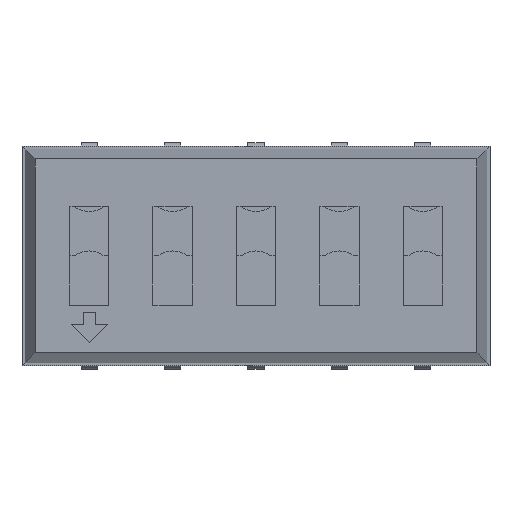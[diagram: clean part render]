
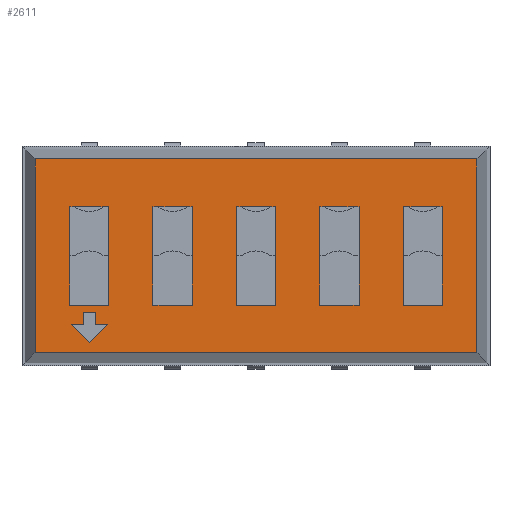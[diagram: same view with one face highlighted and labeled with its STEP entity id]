
A CAD part, top view. The second image highlights one B-rep face of the part: STEP entity #2611.
In plain terms, the highlighted planar face has unit normal (0, 0, 1).
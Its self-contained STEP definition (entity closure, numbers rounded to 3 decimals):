
#27=VECTOR('',#28,1.);
#28=DIRECTION('',(0.,1.,0.));
#51=VECTOR('',#52,1.);
#52=DIRECTION('',(-1.,0.,0.));
#60=VECTOR('',#61,1.);
#61=DIRECTION('',(1.,0.,0.));
#173=VECTOR('',#174,1.);
#174=DIRECTION('',(0.,-1.,0.));
#284=DIRECTION('',(0.,0.,-1.));
#2561=VERTEX_POINT('',#2562);
#2562=CARTESIAN_POINT('',(6.732,2.952,3.1));
#2564=ORIENTED_EDGE('',*,*,#2565,.F.);
#2565=EDGE_CURVE('',#2566,#2561,#2568,.T.);
#2566=VERTEX_POINT('',#2567);
#2567=CARTESIAN_POINT('',(6.732,-2.952,3.1));
#2568=LINE('',#2567,#27);
#2603=VERTEX_POINT('',#2604);
#2604=CARTESIAN_POINT('',(-6.732,2.952,3.1));
#2606=ORIENTED_EDGE('',*,*,#2607,.F.);
#2607=EDGE_CURVE('',#2561,#2603,#2608,.T.);
#2608=LINE('',#2562,#51);
#2611=ADVANCED_FACE('',(#2612,#2622,#2660,#2705,#2743,#2781,#2819),#2857,.F.);
#2612=FACE_BOUND('',#2613,.F.);
#2613=EDGE_LOOP('',(#2606,#2564,#2614,#2619));
#2614=ORIENTED_EDGE('',*,*,#2615,.F.);
#2615=EDGE_CURVE('',#2616,#2566,#2618,.T.);
#2616=VERTEX_POINT('',#2617);
#2617=CARTESIAN_POINT('',(-6.732,-2.952,3.1));
#2618=LINE('',#2617,#60);
#2619=ORIENTED_EDGE('',*,*,#2620,.F.);
#2620=EDGE_CURVE('',#2603,#2616,#2621,.T.);
#2621=LINE('',#2604,#173);
#2622=FACE_BOUND('',#2623,.F.);
#2623=EDGE_LOOP('',(#2624,#2631,#2635,#2639,#2644,#2648,#2653,#2658));
#2624=ORIENTED_EDGE('',*,*,#2625,.T.);
#2625=EDGE_CURVE('',#2626,#2628,#2630,.T.);
#2626=VERTEX_POINT('',#2627);
#2627=CARTESIAN_POINT('',(-4.48,1.5,3.1));
#2628=VERTEX_POINT('',#2629);
#2629=CARTESIAN_POINT('',(-4.63,1.5,3.1));
#2630=LINE('',#2627,#51);
#2631=ORIENTED_EDGE('',*,*,#2632,.T.);
#2632=EDGE_CURVE('',#2628,#2633,#2630,.T.);
#2633=VERTEX_POINT('',#2634);
#2634=CARTESIAN_POINT('',(-5.53,1.5,3.1));
#2635=ORIENTED_EDGE('',*,*,#2636,.T.);
#2636=EDGE_CURVE('',#2633,#2637,#2630,.T.);
#2637=VERTEX_POINT('',#2638);
#2638=CARTESIAN_POINT('',(-5.68,1.5,3.1));
#2639=ORIENTED_EDGE('',*,*,#2640,.T.);
#2640=EDGE_CURVE('',#2637,#2641,#2643,.T.);
#2641=VERTEX_POINT('',#2642);
#2642=CARTESIAN_POINT('',(-5.68,0.,3.1));
#2643=LINE('',#2638,#173);
#2644=ORIENTED_EDGE('',*,*,#2645,.T.);
#2645=EDGE_CURVE('',#2641,#2646,#2643,.T.);
#2646=VERTEX_POINT('',#2647);
#2647=CARTESIAN_POINT('',(-5.68,-1.5,3.1));
#2648=ORIENTED_EDGE('',*,*,#2649,.T.);
#2649=EDGE_CURVE('',#2646,#2650,#2652,.T.);
#2650=VERTEX_POINT('',#2651);
#2651=CARTESIAN_POINT('',(-4.48,-1.5,3.1));
#2652=LINE('',#2647,#60);
#2653=ORIENTED_EDGE('',*,*,#2654,.T.);
#2654=EDGE_CURVE('',#2650,#2655,#2657,.T.);
#2655=VERTEX_POINT('',#2656);
#2656=CARTESIAN_POINT('',(-4.48,0.,3.1));
#2657=LINE('',#2651,#27);
#2658=ORIENTED_EDGE('',*,*,#2659,.T.);
#2659=EDGE_CURVE('',#2655,#2626,#2657,.T.);
#2660=FACE_BOUND('',#2661,.F.);
#2661=EDGE_LOOP('',(#2662,#2671,#2676,#2683,#2690,#2695,#2702));
#2662=ORIENTED_EDGE('',*,*,#2663,.T.);
#2663=EDGE_CURVE('',#2664,#2666,#2668,.T.);
#2664=VERTEX_POINT('',#2665);
#2665=CARTESIAN_POINT('',(-5.263,-1.736,3.1));
#2666=VERTEX_POINT('',#2667);
#2667=CARTESIAN_POINT('',(-5.263,-2.102,3.1));
#2668=LINE('',#2665,#2669);
#2669=VECTOR('',#2670,1.);
#2670=DIRECTION('',(0.,-1.,0.));
#2671=ORIENTED_EDGE('',*,*,#2672,.T.);
#2672=EDGE_CURVE('',#2666,#2673,#2675,.T.);
#2673=VERTEX_POINT('',#2674);
#2674=CARTESIAN_POINT('',(-5.63,-2.102,3.1));
#2675=LINE('',#2667,#51);
#2676=ORIENTED_EDGE('',*,*,#2677,.T.);
#2677=EDGE_CURVE('',#2673,#2678,#2680,.T.);
#2678=VERTEX_POINT('',#2679);
#2679=CARTESIAN_POINT('',(-5.08,-2.652,3.1));
#2680=LINE('',#2674,#2681);
#2681=VECTOR('',#2682,1.);
#2682=DIRECTION('',(0.707,-0.707,0.));
#2683=ORIENTED_EDGE('',*,*,#2684,.T.);
#2684=EDGE_CURVE('',#2678,#2685,#2687,.T.);
#2685=VERTEX_POINT('',#2686);
#2686=CARTESIAN_POINT('',(-4.53,-2.102,3.1));
#2687=LINE('',#2679,#2688);
#2688=VECTOR('',#2689,1.);
#2689=DIRECTION('',(0.707,0.707,0.));
#2690=ORIENTED_EDGE('',*,*,#2691,.T.);
#2691=EDGE_CURVE('',#2685,#2692,#2694,.T.);
#2692=VERTEX_POINT('',#2693);
#2693=CARTESIAN_POINT('',(-4.897,-2.102,3.1));
#2694=LINE('',#2686,#51);
#2695=ORIENTED_EDGE('',*,*,#2696,.T.);
#2696=EDGE_CURVE('',#2692,#2697,#2699,.T.);
#2697=VERTEX_POINT('',#2698);
#2698=CARTESIAN_POINT('',(-4.897,-1.736,3.1));
#2699=LINE('',#2693,#2700);
#2700=VECTOR('',#2701,1.);
#2701=DIRECTION('',(0.,1.,0.));
#2702=ORIENTED_EDGE('',*,*,#2703,.T.);
#2703=EDGE_CURVE('',#2697,#2664,#2704,.T.);
#2704=LINE('',#2698,#51);
#2705=FACE_BOUND('',#2706,.F.);
#2706=EDGE_LOOP('',(#2707,#2714,#2718,#2722,#2727,#2731,#2736,#2741));
#2707=ORIENTED_EDGE('',*,*,#2708,.T.);
#2708=EDGE_CURVE('',#2709,#2711,#2713,.T.);
#2709=VERTEX_POINT('',#2710);
#2710=CARTESIAN_POINT('',(-1.94,1.5,3.1));
#2711=VERTEX_POINT('',#2712);
#2712=CARTESIAN_POINT('',(-2.09,1.5,3.1));
#2713=LINE('',#2710,#51);
#2714=ORIENTED_EDGE('',*,*,#2715,.T.);
#2715=EDGE_CURVE('',#2711,#2716,#2713,.T.);
#2716=VERTEX_POINT('',#2717);
#2717=CARTESIAN_POINT('',(-2.99,1.5,3.1));
#2718=ORIENTED_EDGE('',*,*,#2719,.T.);
#2719=EDGE_CURVE('',#2716,#2720,#2713,.T.);
#2720=VERTEX_POINT('',#2721);
#2721=CARTESIAN_POINT('',(-3.14,1.5,3.1));
#2722=ORIENTED_EDGE('',*,*,#2723,.T.);
#2723=EDGE_CURVE('',#2720,#2724,#2726,.T.);
#2724=VERTEX_POINT('',#2725);
#2725=CARTESIAN_POINT('',(-3.14,0.,3.1));
#2726=LINE('',#2721,#173);
#2727=ORIENTED_EDGE('',*,*,#2728,.T.);
#2728=EDGE_CURVE('',#2724,#2729,#2726,.T.);
#2729=VERTEX_POINT('',#2730);
#2730=CARTESIAN_POINT('',(-3.14,-1.5,3.1));
#2731=ORIENTED_EDGE('',*,*,#2732,.T.);
#2732=EDGE_CURVE('',#2729,#2733,#2735,.T.);
#2733=VERTEX_POINT('',#2734);
#2734=CARTESIAN_POINT('',(-1.94,-1.5,3.1));
#2735=LINE('',#2730,#60);
#2736=ORIENTED_EDGE('',*,*,#2737,.T.);
#2737=EDGE_CURVE('',#2733,#2738,#2740,.T.);
#2738=VERTEX_POINT('',#2739);
#2739=CARTESIAN_POINT('',(-1.94,0.,3.1));
#2740=LINE('',#2734,#27);
#2741=ORIENTED_EDGE('',*,*,#2742,.T.);
#2742=EDGE_CURVE('',#2738,#2709,#2740,.T.);
#2743=FACE_BOUND('',#2744,.F.);
#2744=EDGE_LOOP('',(#2745,#2752,#2756,#2761,#2765,#2769,#2774,#2778));
#2745=ORIENTED_EDGE('',*,*,#2746,.T.);
#2746=EDGE_CURVE('',#2747,#2749,#2751,.T.);
#2747=VERTEX_POINT('',#2748);
#2748=CARTESIAN_POINT('',(5.68,-1.5,3.1));
#2749=VERTEX_POINT('',#2750);
#2750=CARTESIAN_POINT('',(5.68,0.,3.1));
#2751=LINE('',#2748,#27);
#2752=ORIENTED_EDGE('',*,*,#2753,.T.);
#2753=EDGE_CURVE('',#2749,#2754,#2751,.T.);
#2754=VERTEX_POINT('',#2755);
#2755=CARTESIAN_POINT('',(5.68,1.5,3.1));
#2756=ORIENTED_EDGE('',*,*,#2757,.T.);
#2757=EDGE_CURVE('',#2754,#2758,#2760,.T.);
#2758=VERTEX_POINT('',#2759);
#2759=CARTESIAN_POINT('',(5.53,1.5,3.1));
#2760=LINE('',#2755,#51);
#2761=ORIENTED_EDGE('',*,*,#2762,.T.);
#2762=EDGE_CURVE('',#2758,#2763,#2760,.T.);
#2763=VERTEX_POINT('',#2764);
#2764=CARTESIAN_POINT('',(4.63,1.5,3.1));
#2765=ORIENTED_EDGE('',*,*,#2766,.T.);
#2766=EDGE_CURVE('',#2763,#2767,#2760,.T.);
#2767=VERTEX_POINT('',#2768);
#2768=CARTESIAN_POINT('',(4.48,1.5,3.1));
#2769=ORIENTED_EDGE('',*,*,#2770,.T.);
#2770=EDGE_CURVE('',#2767,#2771,#2773,.T.);
#2771=VERTEX_POINT('',#2772);
#2772=CARTESIAN_POINT('',(4.48,0.,3.1));
#2773=LINE('',#2768,#173);
#2774=ORIENTED_EDGE('',*,*,#2775,.T.);
#2775=EDGE_CURVE('',#2771,#2776,#2773,.T.);
#2776=VERTEX_POINT('',#2777);
#2777=CARTESIAN_POINT('',(4.48,-1.5,3.1));
#2778=ORIENTED_EDGE('',*,*,#2779,.T.);
#2779=EDGE_CURVE('',#2776,#2747,#2780,.T.);
#2780=LINE('',#2777,#60);
#2781=FACE_BOUND('',#2782,.F.);
#2782=EDGE_LOOP('',(#2783,#2790,#2795,#2799,#2804,#2808,#2812,#2817));
#2783=ORIENTED_EDGE('',*,*,#2784,.T.);
#2784=EDGE_CURVE('',#2785,#2787,#2789,.T.);
#2785=VERTEX_POINT('',#2786);
#2786=CARTESIAN_POINT('',(1.94,-1.5,3.1));
#2787=VERTEX_POINT('',#2788);
#2788=CARTESIAN_POINT('',(3.14,-1.5,3.1));
#2789=LINE('',#2786,#60);
#2790=ORIENTED_EDGE('',*,*,#2791,.T.);
#2791=EDGE_CURVE('',#2787,#2792,#2794,.T.);
#2792=VERTEX_POINT('',#2793);
#2793=CARTESIAN_POINT('',(3.14,0.,3.1));
#2794=LINE('',#2788,#27);
#2795=ORIENTED_EDGE('',*,*,#2796,.T.);
#2796=EDGE_CURVE('',#2792,#2797,#2794,.T.);
#2797=VERTEX_POINT('',#2798);
#2798=CARTESIAN_POINT('',(3.14,1.5,3.1));
#2799=ORIENTED_EDGE('',*,*,#2800,.T.);
#2800=EDGE_CURVE('',#2797,#2801,#2803,.T.);
#2801=VERTEX_POINT('',#2802);
#2802=CARTESIAN_POINT('',(2.99,1.5,3.1));
#2803=LINE('',#2798,#51);
#2804=ORIENTED_EDGE('',*,*,#2805,.T.);
#2805=EDGE_CURVE('',#2801,#2806,#2803,.T.);
#2806=VERTEX_POINT('',#2807);
#2807=CARTESIAN_POINT('',(2.09,1.5,3.1));
#2808=ORIENTED_EDGE('',*,*,#2809,.T.);
#2809=EDGE_CURVE('',#2806,#2810,#2803,.T.);
#2810=VERTEX_POINT('',#2811);
#2811=CARTESIAN_POINT('',(1.94,1.5,3.1));
#2812=ORIENTED_EDGE('',*,*,#2813,.T.);
#2813=EDGE_CURVE('',#2810,#2814,#2816,.T.);
#2814=VERTEX_POINT('',#2815);
#2815=CARTESIAN_POINT('',(1.94,0.,3.1));
#2816=LINE('',#2811,#173);
#2817=ORIENTED_EDGE('',*,*,#2818,.T.);
#2818=EDGE_CURVE('',#2814,#2785,#2816,.T.);
#2819=FACE_BOUND('',#2820,.F.);
#2820=EDGE_LOOP('',(#2821,#2828,#2833,#2837,#2842,#2846,#2850,#2855));
#2821=ORIENTED_EDGE('',*,*,#2822,.T.);
#2822=EDGE_CURVE('',#2823,#2825,#2827,.T.);
#2823=VERTEX_POINT('',#2824);
#2824=CARTESIAN_POINT('',(-0.6,-1.5,3.1));
#2825=VERTEX_POINT('',#2826);
#2826=CARTESIAN_POINT('',(0.6,-1.5,3.1));
#2827=LINE('',#2824,#60);
#2828=ORIENTED_EDGE('',*,*,#2829,.T.);
#2829=EDGE_CURVE('',#2825,#2830,#2832,.T.);
#2830=VERTEX_POINT('',#2831);
#2831=CARTESIAN_POINT('',(0.6,0.,3.1));
#2832=LINE('',#2826,#27);
#2833=ORIENTED_EDGE('',*,*,#2834,.T.);
#2834=EDGE_CURVE('',#2830,#2835,#2832,.T.);
#2835=VERTEX_POINT('',#2836);
#2836=CARTESIAN_POINT('',(0.6,1.5,3.1));
#2837=ORIENTED_EDGE('',*,*,#2838,.T.);
#2838=EDGE_CURVE('',#2835,#2839,#2841,.T.);
#2839=VERTEX_POINT('',#2840);
#2840=CARTESIAN_POINT('',(0.45,1.5,3.1));
#2841=LINE('',#2836,#51);
#2842=ORIENTED_EDGE('',*,*,#2843,.T.);
#2843=EDGE_CURVE('',#2839,#2844,#2841,.T.);
#2844=VERTEX_POINT('',#2845);
#2845=CARTESIAN_POINT('',(-0.45,1.5,3.1));
#2846=ORIENTED_EDGE('',*,*,#2847,.T.);
#2847=EDGE_CURVE('',#2844,#2848,#2841,.T.);
#2848=VERTEX_POINT('',#2849);
#2849=CARTESIAN_POINT('',(-0.6,1.5,3.1));
#2850=ORIENTED_EDGE('',*,*,#2851,.T.);
#2851=EDGE_CURVE('',#2848,#2852,#2854,.T.);
#2852=VERTEX_POINT('',#2853);
#2853=CARTESIAN_POINT('',(-0.6,0.,3.1));
#2854=LINE('',#2849,#173);
#2855=ORIENTED_EDGE('',*,*,#2856,.T.);
#2856=EDGE_CURVE('',#2852,#2823,#2854,.T.);
#2857=PLANE('',#2858);
#2858=AXIS2_PLACEMENT_3D('',#2562,#284,#2859);
#2859=DIRECTION('',(-0.916,-0.402,0.));
